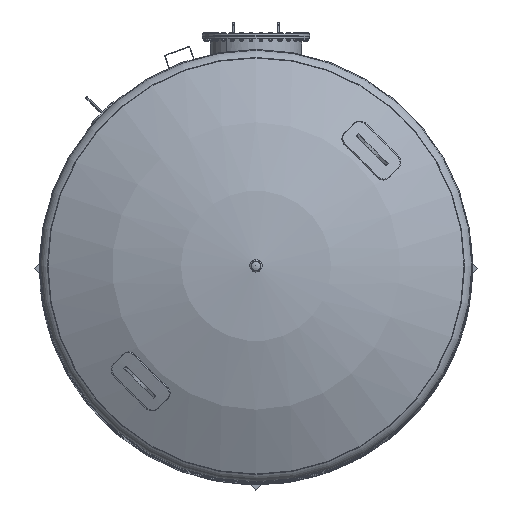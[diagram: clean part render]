
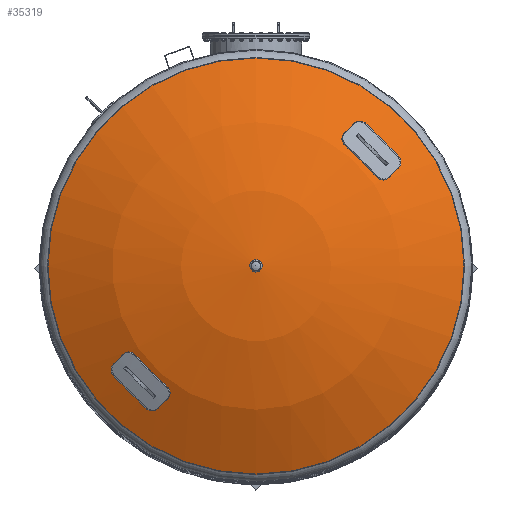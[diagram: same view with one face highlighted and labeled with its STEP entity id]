
A CAD part, top view. The second image highlights one B-rep face of the part: STEP entity #35319.
In plain terms, the highlighted spherical face has radius 2907 mm.
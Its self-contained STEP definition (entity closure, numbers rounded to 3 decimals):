
#1436=CARTESIAN_POINT('',(-30.15,0.,8772.469));
#1437=VERTEX_POINT('',#1436);
#1438=CARTESIAN_POINT('',(0.0,0.0,8772.469));
#1439=DIRECTION('',(0.0,0.0,-1.0));
#1440=DIRECTION('',(1.0,0.0,0.0));
#1441=AXIS2_PLACEMENT_3D('',#1438,#1439,#1440);
#1442=CIRCLE('',#1441,30.15);
#1443=EDGE_CURVE('',#1437,#1437,#1442,.T.);
#35300=CARTESIAN_POINT('',(0.0,0.0,5865.625));
#35301=DIRECTION('',(0.0,0.0,1.0));
#35302=DIRECTION('',(1.0,0.0,0.0));
#35303=AXIS2_PLACEMENT_3D('',#35300,#35301,#35302);
#35304=SPHERICAL_SURFACE('',#35303,2907.);
#35305=ORIENTED_EDGE('',*,*,#1443,.T.);
#35306=EDGE_LOOP('',(#35305));
#35307=FACE_OUTER_BOUND('',#35306,.T.);
#35308=CARTESIAN_POINT('',(1396.12,0.0,8415.429));
#35309=VERTEX_POINT('',#35308);
#35310=CARTESIAN_POINT('',(0.,0.0,8415.429));
#35311=DIRECTION('',(0.0,0.0,-1.0));
#35312=DIRECTION('',(1.0,0.0,0.0));
#35313=AXIS2_PLACEMENT_3D('',#35310,#35311,#35312);
#35314=CIRCLE('',#35313,1396.12);
#35315=EDGE_CURVE('',#35309,#35309,#35314,.T.);
#35316=ORIENTED_EDGE('',*,*,#35315,.F.);
#35317=EDGE_LOOP('',(#35316));
#35318=FACE_BOUND('',#35317,.T.);
#35319=ADVANCED_FACE('',(#35307,#35318),#35304,.T.);
